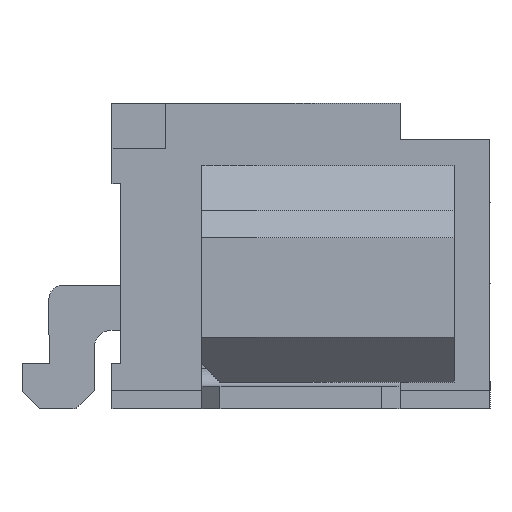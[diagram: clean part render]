
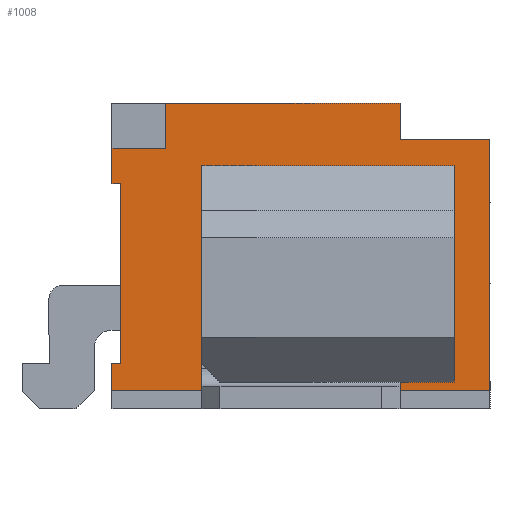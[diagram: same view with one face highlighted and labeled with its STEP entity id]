
A CAD part, left-side view. The second image highlights one B-rep face of the part: STEP entity #1008.
In plain terms, the highlighted planar face has unit normal (-1, 0, 0).
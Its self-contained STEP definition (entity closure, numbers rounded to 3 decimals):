
#44 = VECTOR ( 'NONE', #1907, 1000. ) ;
#182 = CARTESIAN_POINT ( 'NONE',  ( -2.75, -2.1, 3. ) ) ;
#258 = LINE ( 'NONE', #461, #7945 ) ;
#269 = DIRECTION ( 'NONE',  ( 0., -1., 0. ) ) ;
#295 = AXIS2_PLACEMENT_3D ( 'NONE', #7860, #6932, #7035 ) ;
#297 = EDGE_CURVE ( 'NONE', #2353, #5337, #2844, .T. ) ;
#408 = ORIENTED_EDGE ( 'NONE', *, *, #2049, .T. ) ;
#461 = CARTESIAN_POINT ( 'NONE',  ( -2.75, 2.1, 3.4 ) ) ;
#511 = LINE ( 'NONE', #3361, #7521 ) ;
#584 = VECTOR ( 'NONE', #269, 1000. ) ;
#585 = LINE ( 'NONE', #182, #3349 ) ;
#671 = DIRECTION ( 'NONE',  ( 0., 0., 1. ) ) ;
#681 = CARTESIAN_POINT ( 'NONE',  ( -2.75, 2.1, 0.5 ) ) ;
#699 = ORIENTED_EDGE ( 'NONE', *, *, #7431, .T. ) ;
#703 = CARTESIAN_POINT ( 'NONE',  ( -2.75, 1.5, 2.9 ) ) ;
#737 = CARTESIAN_POINT ( 'NONE',  ( -2.75, 2.1, 2.9 ) ) ;
#763 = ORIENTED_EDGE ( 'NONE', *, *, #3637, .T. ) ;
#777 = ORIENTED_EDGE ( 'NONE', *, *, #8587, .F. ) ;
#814 = VERTEX_POINT ( 'NONE', #737 ) ;
#1001 = LINE ( 'NONE', #5562, #4855 ) ;
#1008 = ADVANCED_FACE ( 'NONE', ( #8941, #5419 ), #7183, .F. ) ;
#1075 = VECTOR ( 'NONE', #8797, 1000. ) ;
#1086 = CARTESIAN_POINT ( 'NONE',  ( -2.75, 2.1, 0.5 ) ) ;
#1213 = CARTESIAN_POINT ( 'NONE',  ( -2.75, 1.5, 3.4 ) ) ;
#1263 = CARTESIAN_POINT ( 'NONE',  ( -2.75, -1.7, 0.3 ) ) ;
#1304 = VECTOR ( 'NONE', #2970, 1000. ) ;
#1312 = EDGE_CURVE ( 'NONE', #7607, #5337, #1001, .T. ) ;
#1555 = ORIENTED_EDGE ( 'NONE', *, *, #1312, .T. ) ;
#1556 = VERTEX_POINT ( 'NONE', #8732 ) ;
#1742 = CARTESIAN_POINT ( 'NONE',  ( -2.75, 2.1, 0.2 ) ) ;
#1907 = DIRECTION ( 'NONE',  ( 0., -1., 0. ) ) ;
#1918 = CARTESIAN_POINT ( 'NONE',  ( -2.75, 2.1, 3.4 ) ) ;
#1929 = CARTESIAN_POINT ( 'NONE',  ( -2.75, 1.1, 2.7 ) ) ;
#2049 = EDGE_CURVE ( 'NONE', #8114, #6820, #511, .T. ) ;
#2124 = EDGE_CURVE ( 'NONE', #7318, #3116, #7074, .T. ) ;
#2214 = VECTOR ( 'NONE', #8101, 1000. ) ;
#2226 = CARTESIAN_POINT ( 'NONE',  ( -2.75, 2.1, 2.5 ) ) ;
#2242 = CARTESIAN_POINT ( 'NONE',  ( -2.75, 1.5, 2.9 ) ) ;
#2274 = ORIENTED_EDGE ( 'NONE', *, *, #3273, .F. ) ;
#2353 = VERTEX_POINT ( 'NONE', #1263 ) ;
#2354 = CARTESIAN_POINT ( 'NONE',  ( -2.75, 1.5, 2.9 ) ) ;
#2368 = VERTEX_POINT ( 'NONE', #1213 ) ;
#2424 = EDGE_CURVE ( 'NONE', #4315, #2368, #4816, .T. ) ;
#2545 = ORIENTED_EDGE ( 'NONE', *, *, #6229, .F. ) ;
#2832 = EDGE_LOOP ( 'NONE', ( #8011, #8492, #763, #1555 ) ) ;
#2844 = LINE ( 'NONE', #5205, #4528 ) ;
#2882 = LINE ( 'NONE', #7567, #6482 ) ;
#2904 = VECTOR ( 'NONE', #671, 1000. ) ;
#2922 = CARTESIAN_POINT ( 'NONE',  ( -2.75, -1.7, 2.7 ) ) ;
#2970 = DIRECTION ( 'NONE',  ( 0., 0., 1. ) ) ;
#3017 = EDGE_LOOP ( 'NONE', ( #2274, #7096, #6675, #777, #2545, #7454, #8702, #8649, #699, #408, #8229, #7323 ) ) ;
#3027 = CARTESIAN_POINT ( 'NONE',  ( -2.75, -1.1, 3. ) ) ;
#3094 = DIRECTION ( 'NONE',  ( 0., -1., 0. ) ) ;
#3101 = CARTESIAN_POINT ( 'NONE',  ( -2.75, -1.1, 3.4 ) ) ;
#3116 = VERTEX_POINT ( 'NONE', #3101 ) ;
#3129 = CARTESIAN_POINT ( 'NONE',  ( -2.75, 1.1, 0.3 ) ) ;
#3179 = CARTESIAN_POINT ( 'NONE',  ( -2.75, -2.1, 3. ) ) ;
#3224 = VERTEX_POINT ( 'NONE', #2226 ) ;
#3273 = EDGE_CURVE ( 'NONE', #2368, #3116, #5594, .T. ) ;
#3297 = DIRECTION ( 'NONE',  ( 0., 0., 1. ) ) ;
#3349 = VECTOR ( 'NONE', #3094, 1000. ) ;
#3361 = CARTESIAN_POINT ( 'NONE',  ( -2.75, -2.1, 3.4 ) ) ;
#3637 = EDGE_CURVE ( 'NONE', #5732, #7607, #8779, .T. ) ;
#3928 = DIRECTION ( 'NONE',  ( 0., 0., 1. ) ) ;
#3958 = EDGE_CURVE ( 'NONE', #7318, #6820, #585, .T. ) ;
#4128 = VECTOR ( 'NONE', #7702, 1000. ) ;
#4315 = VERTEX_POINT ( 'NONE', #2242 ) ;
#4462 = LINE ( 'NONE', #1086, #584 ) ;
#4528 = VECTOR ( 'NONE', #5130, 1000. ) ;
#4816 = LINE ( 'NONE', #703, #2904 ) ;
#4855 = VECTOR ( 'NONE', #7538, 1000. ) ;
#5130 = DIRECTION ( 'NONE',  ( 0., 0., 1. ) ) ;
#5205 = CARTESIAN_POINT ( 'NONE',  ( -2.75, -1.7, 0.3 ) ) ;
#5337 = VERTEX_POINT ( 'NONE', #2922 ) ;
#5419 = FACE_BOUND ( 'NONE', #2832, .T. ) ;
#5562 = CARTESIAN_POINT ( 'NONE',  ( -2.75, 1.1, 2.7 ) ) ;
#5594 = LINE ( 'NONE', #1918, #44 ) ;
#5636 = CARTESIAN_POINT ( 'NONE',  ( -2.75, -2.1, 0.2 ) ) ;
#5732 = VERTEX_POINT ( 'NONE', #6142 ) ;
#5796 = CARTESIAN_POINT ( 'NONE',  ( -2.75, 1.1, 0.3 ) ) ;
#5900 = DIRECTION ( 'NONE',  ( 0., 0., 1. ) ) ;
#5909 = CARTESIAN_POINT ( 'NONE',  ( -2.75, -1.1, 3. ) ) ;
#5983 = EDGE_CURVE ( 'NONE', #7406, #1556, #6024, .T. ) ;
#6003 = CARTESIAN_POINT ( 'NONE',  ( -2.75, 2., 0.5 ) ) ;
#6024 = LINE ( 'NONE', #6861, #4128 ) ;
#6113 = EDGE_CURVE ( 'NONE', #6766, #7406, #4462, .T. ) ;
#6142 = CARTESIAN_POINT ( 'NONE',  ( -2.75, 1.1, 0.3 ) ) ;
#6229 = EDGE_CURVE ( 'NONE', #1556, #3224, #2882, .T. ) ;
#6266 = DIRECTION ( 'NONE',  ( 0., 0., 1. ) ) ;
#6368 = VECTOR ( 'NONE', #5900, 1000. ) ;
#6482 = VECTOR ( 'NONE', #7429, 1000. ) ;
#6591 = LINE ( 'NONE', #7279, #6368 ) ;
#6659 = DIRECTION ( 'NONE',  ( 0., -1., 0. ) ) ;
#6675 = ORIENTED_EDGE ( 'NONE', *, *, #8905, .F. ) ;
#6766 = VERTEX_POINT ( 'NONE', #681 ) ;
#6820 = VERTEX_POINT ( 'NONE', #3179 ) ;
#6861 = CARTESIAN_POINT ( 'NONE',  ( -2.75, 2., 2.5 ) ) ;
#6932 = DIRECTION ( 'NONE',  ( 1., 0., 0. ) ) ;
#6941 = VECTOR ( 'NONE', #3928, 1000. ) ;
#7035 = DIRECTION ( 'NONE',  ( 0., 0., -1. ) ) ;
#7074 = LINE ( 'NONE', #3027, #1304 ) ;
#7096 = ORIENTED_EDGE ( 'NONE', *, *, #2424, .F. ) ;
#7183 = PLANE ( 'NONE',  #295 ) ;
#7279 = CARTESIAN_POINT ( 'NONE',  ( -2.75, 2.1, 3.4 ) ) ;
#7318 = VERTEX_POINT ( 'NONE', #5909 ) ;
#7323 = ORIENTED_EDGE ( 'NONE', *, *, #2124, .T. ) ;
#7351 = VECTOR ( 'NONE', #6659, 1000. ) ;
#7366 = EDGE_CURVE ( 'NONE', #5732, #2353, #7729, .T. ) ;
#7406 = VERTEX_POINT ( 'NONE', #6003 ) ;
#7429 = DIRECTION ( 'NONE',  ( 0., 1., 0. ) ) ;
#7431 = EDGE_CURVE ( 'NONE', #7888, #8114, #8470, .T. ) ;
#7454 = ORIENTED_EDGE ( 'NONE', *, *, #5983, .F. ) ;
#7521 = VECTOR ( 'NONE', #3297, 1000. ) ;
#7538 = DIRECTION ( 'NONE',  ( 0., -1., 0. ) ) ;
#7567 = CARTESIAN_POINT ( 'NONE',  ( -2.75, 2.1, 2.5 ) ) ;
#7593 = LINE ( 'NONE', #2354, #7351 ) ;
#7607 = VERTEX_POINT ( 'NONE', #1929 ) ;
#7702 = DIRECTION ( 'NONE',  ( 0., 0., 1. ) ) ;
#7729 = LINE ( 'NONE', #3129, #2214 ) ;
#7860 = CARTESIAN_POINT ( 'NONE',  ( -2.75, 2.1, 3.4 ) ) ;
#7888 = VERTEX_POINT ( 'NONE', #8004 ) ;
#7945 = VECTOR ( 'NONE', #6266, 1000. ) ;
#8004 = CARTESIAN_POINT ( 'NONE',  ( -2.75, 2.1, 0.2 ) ) ;
#8011 = ORIENTED_EDGE ( 'NONE', *, *, #297, .F. ) ;
#8101 = DIRECTION ( 'NONE',  ( 0., -1., 0. ) ) ;
#8114 = VERTEX_POINT ( 'NONE', #5636 ) ;
#8229 = ORIENTED_EDGE ( 'NONE', *, *, #3958, .F. ) ;
#8470 = LINE ( 'NONE', #1742, #1075 ) ;
#8492 = ORIENTED_EDGE ( 'NONE', *, *, #7366, .F. ) ;
#8587 = EDGE_CURVE ( 'NONE', #3224, #814, #258, .T. ) ;
#8649 = ORIENTED_EDGE ( 'NONE', *, *, #8864, .F. ) ;
#8702 = ORIENTED_EDGE ( 'NONE', *, *, #6113, .F. ) ;
#8732 = CARTESIAN_POINT ( 'NONE',  ( -2.75, 2., 2.5 ) ) ;
#8779 = LINE ( 'NONE', #5796, #6941 ) ;
#8797 = DIRECTION ( 'NONE',  ( 0., -1., 0. ) ) ;
#8864 = EDGE_CURVE ( 'NONE', #7888, #6766, #6591, .T. ) ;
#8905 = EDGE_CURVE ( 'NONE', #814, #4315, #7593, .T. ) ;
#8941 = FACE_OUTER_BOUND ( 'NONE', #3017, .T. ) ;
